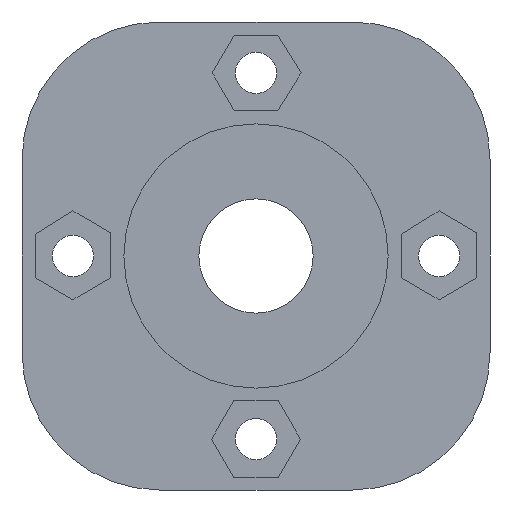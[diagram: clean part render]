
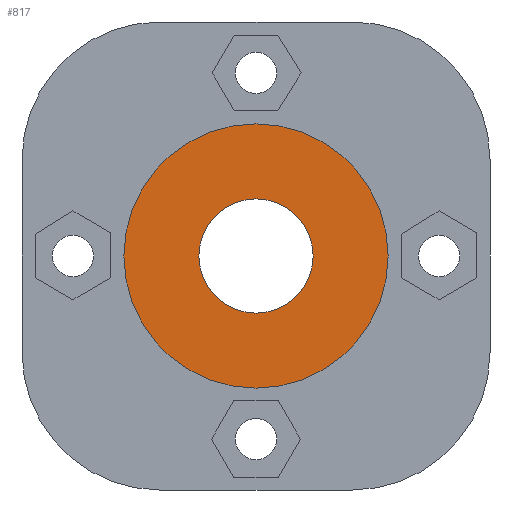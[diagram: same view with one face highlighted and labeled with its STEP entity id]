
A CAD part, front view. The second image highlights one B-rep face of the part: STEP entity #817.
In plain terms, the highlighted planar face has unit normal (0, -1, 0).
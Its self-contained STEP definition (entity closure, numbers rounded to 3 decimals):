
#30=FACE_BOUND('',#146,.T.);
#51=CIRCLE('',#869,4.15);
#52=CIRCLE('',#871,9.6);
#95=FACE_OUTER_BOUND('',#145,.T.);
#145=EDGE_LOOP('',(#663));
#146=EDGE_LOOP('',(#664));
#406=VERTEX_POINT('',#1280);
#407=VERTEX_POINT('',#1283);
#506=EDGE_CURVE('',#406,#406,#51,.T.);
#507=EDGE_CURVE('',#407,#407,#52,.T.);
#663=ORIENTED_EDGE('',*,*,#507,.F.);
#664=ORIENTED_EDGE('',*,*,#506,.T.);
#781=PLANE('',#870);
#817=ADVANCED_FACE('',(#95,#30),#781,.F.);
#869=AXIS2_PLACEMENT_3D('',#1281,#1042,#1043);
#870=AXIS2_PLACEMENT_3D('',#1282,#1044,#1045);
#871=AXIS2_PLACEMENT_3D('',#1284,#1046,#1047);
#1042=DIRECTION('center_axis',(0.,1.,0.));
#1043=DIRECTION('ref_axis',(-1.,0.,0.));
#1044=DIRECTION('center_axis',(0.,1.,0.));
#1045=DIRECTION('ref_axis',(0.,0.,1.));
#1046=DIRECTION('center_axis',(0.,1.,0.));
#1047=DIRECTION('ref_axis',(1.,0.,0.));
#1280=CARTESIAN_POINT('',(4.15,7.5,0.));
#1281=CARTESIAN_POINT('Origin',(0.,7.5,0.));
#1282=CARTESIAN_POINT('Origin',(0.,7.5,0.));
#1283=CARTESIAN_POINT('',(9.6,7.5,0.));
#1284=CARTESIAN_POINT('Origin',(0.,7.5,0.));
